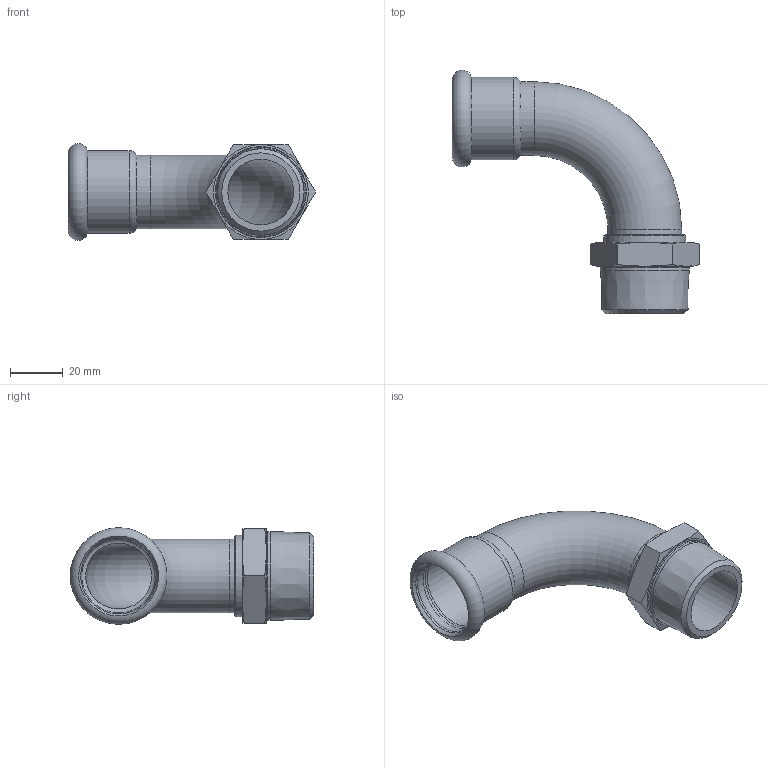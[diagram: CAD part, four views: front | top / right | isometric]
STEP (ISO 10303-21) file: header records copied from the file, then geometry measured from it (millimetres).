
FILE_DESCRIPTION(/* description */ ('Curva 90° MF 1"x28 Steel'),/* implementation_level */ '2;1');
FILE_NAME(/* name */ '397100028_Steelpres.stp',/* time_stamp */ '2022-10-21T14:31:10+02:00',/* author */ ('Vault'),/* organization */ ('Raccorderie metalliche s.p.a. '),/* preprocessor_version */ 'ST-DEVELOPER v18.1',/* originating_system */ 'Autodesk Inventor 2020',/* authorisation */ 'Raccorderie metalliche s.p.a. ');
FILE_SCHEMA (('AUTOMOTIVE_DESIGN { 1 0 10303 214 3 1 1 }'));
Length unit declared in the file: millimetre
Products named in the file (1): 397100028_Steelpres
Bounding box: 93.78 x 92.34 x 36.68 mm (x, y, z)
Volume: 27313.4 mm3; surface area: 24172.3 mm2
Topology: 1 solids, 1 shells, 46 faces, 128 edges, 86 vertices
Faces by surface type: cone 17, cylinder 10, plane 10, torus 9
Full cylindrical faces by diameter (mm): 25 x2, 28 x2, 28.4 x1, 28.8 x2, 31 x1, 31.4 x1, 33.7 x1
Entity records: 1552 total; most frequent: CARTESIAN_POINT 309, DIRECTION 281, ORIENTED_EDGE 256, AXIS2_PLACEMENT_3D 130, EDGE_CURVE 128, VERTEX_POINT 86, CIRCLE 83, EDGE_LOOP 50
